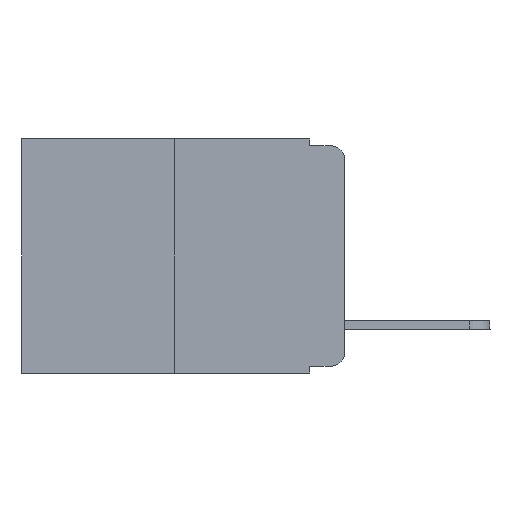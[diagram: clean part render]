
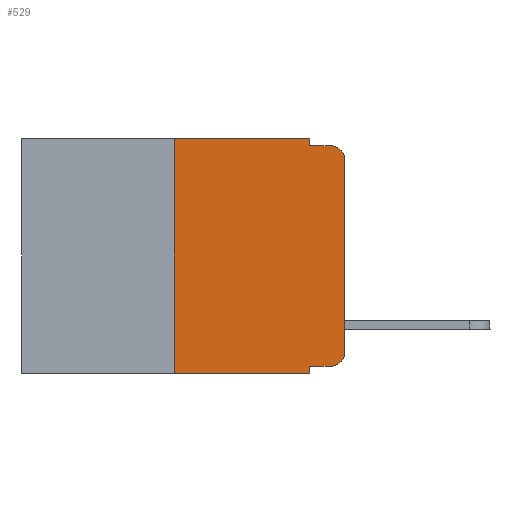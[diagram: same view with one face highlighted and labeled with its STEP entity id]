
A CAD part, left-side view. The second image highlights one B-rep face of the part: STEP entity #529.
In plain terms, the highlighted planar face has unit normal (-1, 0, 0).
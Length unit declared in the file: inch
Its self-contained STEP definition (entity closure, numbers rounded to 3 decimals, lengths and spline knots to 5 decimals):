
#238 = VERTEX_POINT ( 'NONE', #11674 ) ;
#436 = AXIS2_PLACEMENT_3D ( 'NONE', #13856, #14209, #1833 ) ;
#448 = VECTOR ( 'NONE', #13041, 39.37008 ) ;
#481 = DIRECTION ( 'NONE',  ( 0., -1., 0. ) ) ;
#529 = ADVANCED_FACE ( 'NONE', ( #12522 ), #15536, .F. ) ;
#618 = CIRCLE ( 'NONE', #5096, 0.02 ) ;
#638 = DIRECTION ( 'NONE',  ( 0., 0., -1. ) ) ;
#645 = EDGE_CURVE ( 'NONE', #238, #8150, #10523, .T. ) ;
#869 = EDGE_CURVE ( 'NONE', #11018, #11231, #4614, .T. ) ;
#1452 = CARTESIAN_POINT ( 'NONE',  ( 0., 0.473, -0.343 ) ) ;
#1478 = ORIENTED_EDGE ( 'NONE', *, *, #869, .T. ) ;
#1789 = VERTEX_POINT ( 'NONE', #4727 ) ;
#1833 = DIRECTION ( 'NONE',  ( 0., 0., -1. ) ) ;
#1925 = EDGE_CURVE ( 'NONE', #2841, #14052, #7825, .T. ) ;
#2476 = DIRECTION ( 'NONE',  ( -1., 0., 0. ) ) ;
#2753 = VERTEX_POINT ( 'NONE', #6449 ) ;
#2841 = VERTEX_POINT ( 'NONE', #14856 ) ;
#3004 = VECTOR ( 'NONE', #6489, 39.37008 ) ;
#3051 = CARTESIAN_POINT ( 'NONE',  ( 0., 0.051, 0. ) ) ;
#3168 = EDGE_LOOP ( 'NONE', ( #1478, #16302, #14032, #4920, #3618, #11091, #11811, #10637, #7507, #12161 ) ) ;
#3618 = ORIENTED_EDGE ( 'NONE', *, *, #12557, .F. ) ;
#3639 = AXIS2_PLACEMENT_3D ( 'NONE', #12726, #16728, #638 ) ;
#3738 = CARTESIAN_POINT ( 'NONE',  ( 0., 0.051, -0.343 ) ) ;
#4614 = LINE ( 'NONE', #12591, #9999 ) ;
#4727 = CARTESIAN_POINT ( 'NONE',  ( 0., 0.25, 0. ) ) ;
#4920 = ORIENTED_EDGE ( 'NONE', *, *, #10804, .F. ) ;
#5065 = CARTESIAN_POINT ( 'NONE',  ( 0., 0.051, -0.01 ) ) ;
#5096 = AXIS2_PLACEMENT_3D ( 'NONE', #17253, #2476, #9153 ) ;
#5572 = DIRECTION ( 'NONE',  ( 0., -1., 0. ) ) ;
#5633 = VECTOR ( 'NONE', #12412, 39.37008 ) ;
#6127 = DIRECTION ( 'NONE',  ( 0., 0., 1. ) ) ;
#6449 = CARTESIAN_POINT ( 'NONE',  ( 0., 0.25, -0.343 ) ) ;
#6489 = DIRECTION ( 'NONE',  ( 0., 0., -1. ) ) ;
#6494 = EDGE_CURVE ( 'NONE', #7353, #11018, #7586, .T. ) ;
#6713 = CARTESIAN_POINT ( 'NONE',  ( 0., 0.25, 0. ) ) ;
#6723 = CARTESIAN_POINT ( 'NONE',  ( 0., 0., -0.03 ) ) ;
#7251 = LINE ( 'NONE', #15065, #10206 ) ;
#7353 = VERTEX_POINT ( 'NONE', #15500 ) ;
#7507 = ORIENTED_EDGE ( 'NONE', *, *, #9476, .T. ) ;
#7586 = CIRCLE ( 'NONE', #3639, 0.02 ) ;
#7825 = LINE ( 'NONE', #13132, #3004 ) ;
#8150 = VERTEX_POINT ( 'NONE', #15890 ) ;
#8459 = VECTOR ( 'NONE', #12312, 39.37008 ) ;
#9153 = DIRECTION ( 'NONE',  ( 0., 0., -1. ) ) ;
#9315 = EDGE_CURVE ( 'NONE', #2753, #14052, #9466, .T. ) ;
#9373 = LINE ( 'NONE', #14716, #8459 ) ;
#9466 = LINE ( 'NONE', #1452, #12308 ) ;
#9476 = EDGE_CURVE ( 'NONE', #2841, #7353, #9373, .T. ) ;
#9999 = VECTOR ( 'NONE', #6127, 39.37008 ) ;
#10206 = VECTOR ( 'NONE', #481, 39.37008 ) ;
#10220 = CARTESIAN_POINT ( 'NONE',  ( 0., 0.051, 0. ) ) ;
#10523 = LINE ( 'NONE', #5065, #448 ) ;
#10637 = ORIENTED_EDGE ( 'NONE', *, *, #1925, .F. ) ;
#10647 = EDGE_CURVE ( 'NONE', #11231, #8150, #618, .T. ) ;
#10804 = EDGE_CURVE ( 'NONE', #13066, #238, #11376, .T. ) ;
#10914 = DIRECTION ( 'NONE',  ( 0., 0., 1. ) ) ;
#11018 = VERTEX_POINT ( 'NONE', #15872 ) ;
#11091 = ORIENTED_EDGE ( 'NONE', *, *, #16264, .F. ) ;
#11231 = VERTEX_POINT ( 'NONE', #6723 ) ;
#11376 = LINE ( 'NONE', #3051, #5633 ) ;
#11674 = CARTESIAN_POINT ( 'NONE',  ( 0., 0.051, -0.01 ) ) ;
#11811 = ORIENTED_EDGE ( 'NONE', *, *, #9315, .T. ) ;
#12161 = ORIENTED_EDGE ( 'NONE', *, *, #6494, .T. ) ;
#12308 = VECTOR ( 'NONE', #5572, 39.37008 ) ;
#12312 = DIRECTION ( 'NONE',  ( 0., -1., 0. ) ) ;
#12412 = DIRECTION ( 'NONE',  ( 0., 0., -1. ) ) ;
#12522 = FACE_OUTER_BOUND ( 'NONE', #3168, .T. ) ;
#12557 = EDGE_CURVE ( 'NONE', #1789, #13066, #7251, .T. ) ;
#12591 = CARTESIAN_POINT ( 'NONE',  ( 0., 0., 0. ) ) ;
#12726 = CARTESIAN_POINT ( 'NONE',  ( 0., 0.02, -0.313 ) ) ;
#13041 = DIRECTION ( 'NONE',  ( 0., -1., 0. ) ) ;
#13066 = VERTEX_POINT ( 'NONE', #10220 ) ;
#13132 = CARTESIAN_POINT ( 'NONE',  ( 0., 0.051, 0. ) ) ;
#13856 = CARTESIAN_POINT ( 'NONE',  ( 0., 0.473, 0. ) ) ;
#14032 = ORIENTED_EDGE ( 'NONE', *, *, #645, .F. ) ;
#14052 = VERTEX_POINT ( 'NONE', #3738 ) ;
#14209 = DIRECTION ( 'NONE',  ( 1., 0., 0. ) ) ;
#14716 = CARTESIAN_POINT ( 'NONE',  ( 0., 0.051, -0.333 ) ) ;
#14856 = CARTESIAN_POINT ( 'NONE',  ( 0., 0.051, -0.333 ) ) ;
#15065 = CARTESIAN_POINT ( 'NONE',  ( 0., 0.473, 0. ) ) ;
#15320 = VECTOR ( 'NONE', #10914, 39.37008 ) ;
#15500 = CARTESIAN_POINT ( 'NONE',  ( 0., 0.02, -0.333 ) ) ;
#15536 = PLANE ( 'NONE',  #436 ) ;
#15872 = CARTESIAN_POINT ( 'NONE',  ( 0., 0., -0.313 ) ) ;
#15890 = CARTESIAN_POINT ( 'NONE',  ( 0., 0.02, -0.01 ) ) ;
#16206 = LINE ( 'NONE', #6713, #15320 ) ;
#16264 = EDGE_CURVE ( 'NONE', #2753, #1789, #16206, .T. ) ;
#16302 = ORIENTED_EDGE ( 'NONE', *, *, #10647, .T. ) ;
#16728 = DIRECTION ( 'NONE',  ( -1., 0., 0. ) ) ;
#17253 = CARTESIAN_POINT ( 'NONE',  ( 0., 0.02, -0.03 ) ) ;
